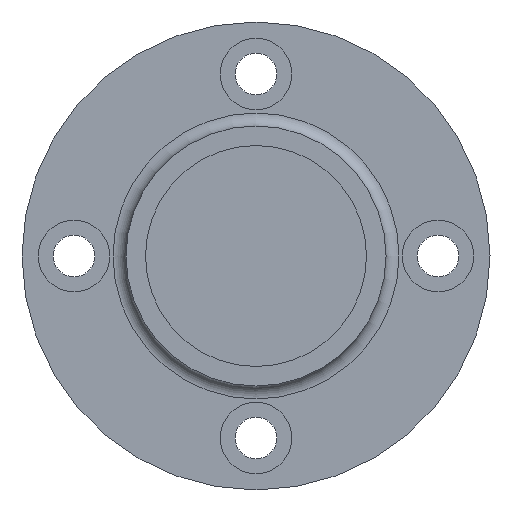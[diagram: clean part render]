
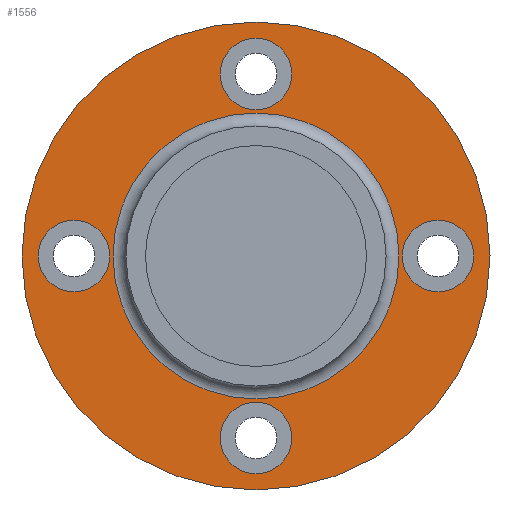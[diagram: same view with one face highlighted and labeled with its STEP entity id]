
A CAD part, left-side view. The second image highlights one B-rep face of the part: STEP entity #1556.
In plain terms, the highlighted planar face has unit normal (-1, 0, 0).
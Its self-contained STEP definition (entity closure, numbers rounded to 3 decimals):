
#260=FACE_BOUND('',#386,.T.);
#261=FACE_BOUND('',#387,.T.);
#262=FACE_BOUND('',#388,.T.);
#263=FACE_BOUND('',#389,.T.);
#264=FACE_BOUND('',#390,.T.);
#288=FACE_OUTER_BOUND('',#385,.T.);
#385=EDGE_LOOP('',(#1096));
#386=EDGE_LOOP('',(#1097));
#387=EDGE_LOOP('',(#1098));
#388=EDGE_LOOP('',(#1099));
#389=EDGE_LOOP('',(#1100));
#390=EDGE_LOOP('',(#1101));
#480=CIRCLE('',#1662,2.75);
#484=CIRCLE('',#1669,2.75);
#488=CIRCLE('',#1676,2.75);
#492=CIRCLE('',#1683,2.75);
#497=CIRCLE('',#1690,11.);
#499=CIRCLE('',#1694,18.);
#645=VERTEX_POINT('',#2519);
#649=VERTEX_POINT('',#2532);
#653=VERTEX_POINT('',#2545);
#657=VERTEX_POINT('',#2558);
#661=VERTEX_POINT('',#2570);
#663=VERTEX_POINT('',#2578);
#806=EDGE_CURVE('',#645,#645,#480,.T.);
#812=EDGE_CURVE('',#649,#649,#484,.T.);
#818=EDGE_CURVE('',#653,#653,#488,.T.);
#824=EDGE_CURVE('',#657,#657,#492,.T.);
#831=EDGE_CURVE('',#661,#661,#497,.T.);
#834=EDGE_CURVE('',#663,#663,#499,.T.);
#1096=ORIENTED_EDGE('',*,*,#834,.T.);
#1097=ORIENTED_EDGE('',*,*,#806,.T.);
#1098=ORIENTED_EDGE('',*,*,#812,.T.);
#1099=ORIENTED_EDGE('',*,*,#818,.T.);
#1100=ORIENTED_EDGE('',*,*,#824,.T.);
#1101=ORIENTED_EDGE('',*,*,#831,.F.);
#1534=PLANE('',#1693);
#1556=ADVANCED_FACE('',(#288,#260,#261,#262,#263,#264),#1534,.F.);
#1662=AXIS2_PLACEMENT_3D('',#2520,#1926,#1927);
#1669=AXIS2_PLACEMENT_3D('',#2533,#1942,#1943);
#1676=AXIS2_PLACEMENT_3D('',#2546,#1958,#1959);
#1683=AXIS2_PLACEMENT_3D('',#2559,#1974,#1975);
#1690=AXIS2_PLACEMENT_3D('',#2572,#1990,#1991);
#1693=AXIS2_PLACEMENT_3D('',#2577,#1997,#1998);
#1694=AXIS2_PLACEMENT_3D('',#2579,#1999,#2000);
#1926=DIRECTION('center_axis',(1.,0.,0.));
#1927=DIRECTION('ref_axis',(0.,1.,0.));
#1942=DIRECTION('center_axis',(1.,0.,0.));
#1943=DIRECTION('ref_axis',(0.,0.,-1.));
#1958=DIRECTION('center_axis',(1.,0.,0.));
#1959=DIRECTION('ref_axis',(0.,-1.,0.));
#1974=DIRECTION('center_axis',(1.,0.,0.));
#1975=DIRECTION('ref_axis',(0.,0.,1.));
#1990=DIRECTION('center_axis',(-1.,0.,0.));
#1991=DIRECTION('ref_axis',(0.,0.,-1.));
#1997=DIRECTION('center_axis',(1.,0.,0.));
#1998=DIRECTION('ref_axis',(0.,0.,-1.));
#1999=DIRECTION('center_axis',(-1.,0.,0.));
#2000=DIRECTION('ref_axis',(0.,0.,-1.));
#2519=CARTESIAN_POINT('',(38.35,-16.75,0.));
#2520=CARTESIAN_POINT('Origin',(38.35,-14.,0.));
#2532=CARTESIAN_POINT('',(38.35,0.,16.75));
#2533=CARTESIAN_POINT('Origin',(38.35,0.,14.));
#2545=CARTESIAN_POINT('',(38.35,16.75,0.));
#2546=CARTESIAN_POINT('Origin',(38.35,14.,0.));
#2558=CARTESIAN_POINT('',(38.35,0.,-16.75));
#2559=CARTESIAN_POINT('Origin',(38.35,0.,-14.));
#2570=CARTESIAN_POINT('',(38.35,0.,11.));
#2572=CARTESIAN_POINT('Origin',(38.35,0.,0.));
#2577=CARTESIAN_POINT('Origin',(38.35,0.,0.));
#2578=CARTESIAN_POINT('',(38.35,0.,18.));
#2579=CARTESIAN_POINT('Origin',(38.35,0.,0.));
